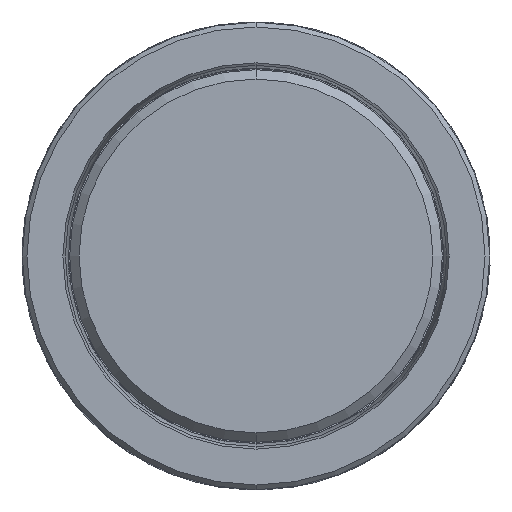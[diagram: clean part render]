
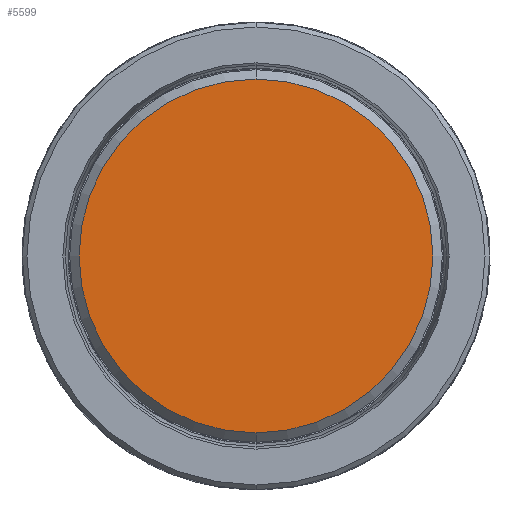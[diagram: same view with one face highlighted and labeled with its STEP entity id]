
A CAD part, front view. The second image highlights one B-rep face of the part: STEP entity #5599.
In plain terms, the highlighted planar face has unit normal (0, -1, 0).
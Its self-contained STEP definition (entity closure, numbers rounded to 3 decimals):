
#1912 = CARTESIAN_POINT ( 'NONE',  ( 0., 0., 0. ) ) ;
#5599 = ADVANCED_FACE ( 'NONE', ( #11453 ), #9982, .F. ) ;
#5806 = CARTESIAN_POINT ( 'NONE',  ( 0., 0., 0. ) ) ;
#9258 = EDGE_LOOP ( 'NONE', ( #49825, #16582 ) ) ;
#9982 = PLANE ( 'NONE',  #14110 ) ;
#11453 = FACE_OUTER_BOUND ( 'NONE', #9258, .T. ) ;
#12782 = DIRECTION ( 'NONE',  ( 0., 0., 1. ) ) ;
#13155 = VERTEX_POINT ( 'NONE', #45939 ) ;
#14110 = AXIS2_PLACEMENT_3D ( 'NONE', #14427, #27119, #47158 ) ;
#14427 = CARTESIAN_POINT ( 'NONE',  ( 0., 0., 0. ) ) ;
#16479 = EDGE_CURVE ( 'NONE', #13155, #36526, #31778, .T. ) ;
#16582 = ORIENTED_EDGE ( 'NONE', *, *, #45032, .T. ) ;
#22153 = DIRECTION ( 'NONE',  ( 0., 0., 1. ) ) ;
#22301 = DIRECTION ( 'NONE',  ( 0., -1., 0. ) ) ;
#27119 = DIRECTION ( 'NONE',  ( 0., 1., 0. ) ) ;
#29276 = CARTESIAN_POINT ( 'NONE',  ( 0., 0., -37.75 ) ) ;
#31778 = CIRCLE ( 'NONE', #33406, 37.75 ) ;
#33406 = AXIS2_PLACEMENT_3D ( 'NONE', #1912, #38427, #22153 ) ;
#36526 = VERTEX_POINT ( 'NONE', #29276 ) ;
#38427 = DIRECTION ( 'NONE',  ( 0., -1., 0. ) ) ;
#39466 = CIRCLE ( 'NONE', #41696, 37.75 ) ;
#41696 = AXIS2_PLACEMENT_3D ( 'NONE', #5806, #22301, #12782 ) ;
#45032 = EDGE_CURVE ( 'NONE', #36526, #13155, #39466, .T. ) ;
#45939 = CARTESIAN_POINT ( 'NONE',  ( 0., 0., 37.75 ) ) ;
#47158 = DIRECTION ( 'NONE',  ( 0., 0., 1. ) ) ;
#49825 = ORIENTED_EDGE ( 'NONE', *, *, #16479, .T. ) ;
